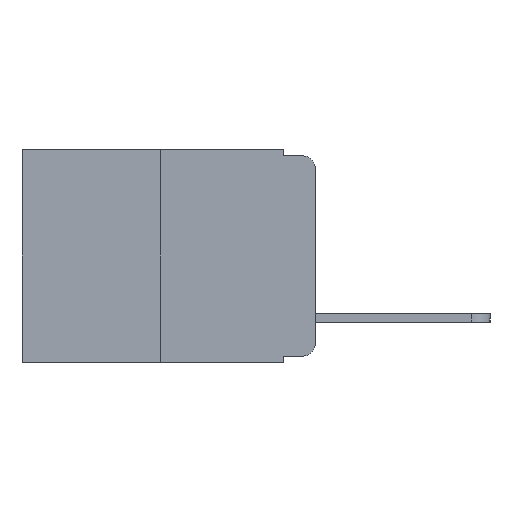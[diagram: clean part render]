
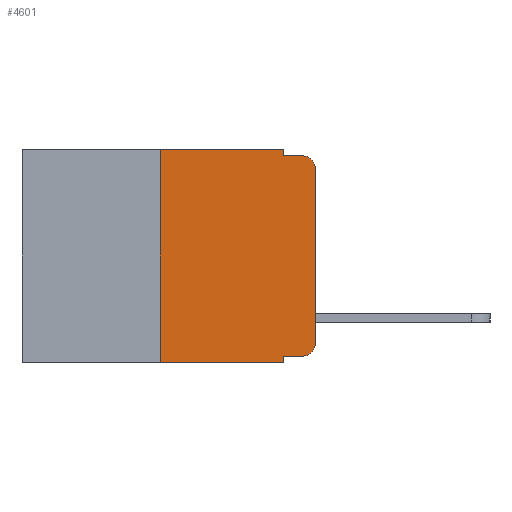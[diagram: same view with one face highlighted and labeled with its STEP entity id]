
A CAD part, left-side view. The second image highlights one B-rep face of the part: STEP entity #4601.
In plain terms, the highlighted planar face has unit normal (-1, 0, 0).
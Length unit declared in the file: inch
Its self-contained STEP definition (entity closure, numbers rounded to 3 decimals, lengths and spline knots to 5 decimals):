
#25 = ORIENTED_EDGE ( 'NONE', *, *, #10972, .F. ) ;
#275 = EDGE_CURVE ( 'NONE', #17982, #5536, #9720, .T. ) ;
#442 = VECTOR ( 'NONE', #10658, 39.37008 ) ;
#538 = FACE_OUTER_BOUND ( 'NONE', #11111, .T. ) ;
#670 = LINE ( 'NONE', #15123, #4533 ) ;
#776 = DIRECTION ( 'NONE',  ( -1., 0., 0. ) ) ;
#1294 = CIRCLE ( 'NONE', #18348, 0.02 ) ;
#1442 = EDGE_CURVE ( 'NONE', #12182, #17982, #670, .T. ) ;
#1693 = CARTESIAN_POINT ( 'NONE',  ( 0., 0., -0.03 ) ) ;
#1933 = AXIS2_PLACEMENT_3D ( 'NONE', #13982, #7780, #18503 ) ;
#3023 = LINE ( 'NONE', #11303, #15053 ) ;
#3228 = LINE ( 'NONE', #14502, #10682 ) ;
#3486 = ORIENTED_EDGE ( 'NONE', *, *, #275, .T. ) ;
#3928 = CARTESIAN_POINT ( 'NONE',  ( 0., 0.25, 0. ) ) ;
#3973 = VERTEX_POINT ( 'NONE', #12719 ) ;
#4533 = VECTOR ( 'NONE', #5025, 39.37008 ) ;
#4601 = ADVANCED_FACE ( 'NONE', ( #538 ), #18441, .F. ) ;
#5011 = ORIENTED_EDGE ( 'NONE', *, *, #17559, .F. ) ;
#5025 = DIRECTION ( 'NONE',  ( 0., 0., 1. ) ) ;
#5536 = VERTEX_POINT ( 'NONE', #14803 ) ;
#5679 = VERTEX_POINT ( 'NONE', #5967 ) ;
#5748 = VECTOR ( 'NONE', #10538, 39.37008 ) ;
#5967 = CARTESIAN_POINT ( 'NONE',  ( 0., 0.02, -0.333 ) ) ;
#6133 = CARTESIAN_POINT ( 'NONE',  ( 0., 0.051, -0.343 ) ) ;
#6500 = ORIENTED_EDGE ( 'NONE', *, *, #14557, .T. ) ;
#6969 = VERTEX_POINT ( 'NONE', #9144 ) ;
#7481 = CARTESIAN_POINT ( 'NONE',  ( 0., 0.051, 0. ) ) ;
#7719 = ORIENTED_EDGE ( 'NONE', *, *, #19599, .F. ) ;
#7780 = DIRECTION ( 'NONE',  ( 1., 0., 0. ) ) ;
#8151 = CARTESIAN_POINT ( 'NONE',  ( 0., 0.051, -0.333 ) ) ;
#8258 = CARTESIAN_POINT ( 'NONE',  ( 0., 0.02, -0.03 ) ) ;
#8363 = DIRECTION ( 'NONE',  ( 0., 0., -1. ) ) ;
#9144 = CARTESIAN_POINT ( 'NONE',  ( 0., 0.051, -0.333 ) ) ;
#9635 = CARTESIAN_POINT ( 'NONE',  ( 0., 0.051, 0. ) ) ;
#9720 = CIRCLE ( 'NONE', #9766, 0.02 ) ;
#9766 = AXIS2_PLACEMENT_3D ( 'NONE', #8258, #10681, #8363 ) ;
#10019 = VERTEX_POINT ( 'NONE', #17217 ) ;
#10408 = CARTESIAN_POINT ( 'NONE',  ( 0., 0.02, -0.313 ) ) ;
#10538 = DIRECTION ( 'NONE',  ( 0., -1., 0. ) ) ;
#10658 = DIRECTION ( 'NONE',  ( 0., 0., -1. ) ) ;
#10681 = DIRECTION ( 'NONE',  ( -1., 0., 0. ) ) ;
#10682 = VECTOR ( 'NONE', #16036, 39.37008 ) ;
#10697 = EDGE_CURVE ( 'NONE', #3973, #16052, #3228, .T. ) ;
#10972 = EDGE_CURVE ( 'NONE', #10019, #14878, #18492, .T. ) ;
#11111 = EDGE_LOOP ( 'NONE', ( #15477, #3486, #7719, #12373, #25, #5011, #13338, #17343, #17804, #6500 ) ) ;
#11303 = CARTESIAN_POINT ( 'NONE',  ( 0., 0.051, 0. ) ) ;
#11375 = DIRECTION ( 'NONE',  ( 0., 0., -1. ) ) ;
#11709 = LINE ( 'NONE', #3928, #15776 ) ;
#11960 = DIRECTION ( 'NONE',  ( 0., 0., -1. ) ) ;
#12111 = CARTESIAN_POINT ( 'NONE',  ( 0., 0., -0.313 ) ) ;
#12182 = VERTEX_POINT ( 'NONE', #12111 ) ;
#12373 = ORIENTED_EDGE ( 'NONE', *, *, #18565, .F. ) ;
#12461 = VECTOR ( 'NONE', #18863, 39.37008 ) ;
#12719 = CARTESIAN_POINT ( 'NONE',  ( 0., 0.25, -0.343 ) ) ;
#13338 = ORIENTED_EDGE ( 'NONE', *, *, #10697, .T. ) ;
#13379 = CARTESIAN_POINT ( 'NONE',  ( 0., 0.051, -0.01 ) ) ;
#13982 = CARTESIAN_POINT ( 'NONE',  ( 0., 0.473, 0. ) ) ;
#14502 = CARTESIAN_POINT ( 'NONE',  ( 0., 0.473, -0.343 ) ) ;
#14557 = EDGE_CURVE ( 'NONE', #5679, #12182, #1294, .T. ) ;
#14803 = CARTESIAN_POINT ( 'NONE',  ( 0., 0.02, -0.01 ) ) ;
#14878 = VERTEX_POINT ( 'NONE', #9635 ) ;
#14881 = DIRECTION ( 'NONE',  ( 0., 0., 1. ) ) ;
#14916 = DIRECTION ( 'NONE',  ( 0., -1., 0. ) ) ;
#15053 = VECTOR ( 'NONE', #11375, 39.37008 ) ;
#15123 = CARTESIAN_POINT ( 'NONE',  ( 0., 0., 0. ) ) ;
#15211 = VECTOR ( 'NONE', #14916, 39.37008 ) ;
#15477 = ORIENTED_EDGE ( 'NONE', *, *, #1442, .T. ) ;
#15571 = EDGE_CURVE ( 'NONE', #6969, #5679, #16500, .T. ) ;
#15671 = CARTESIAN_POINT ( 'NONE',  ( 0., 0.051, -0.01 ) ) ;
#15776 = VECTOR ( 'NONE', #14881, 39.37008 ) ;
#16036 = DIRECTION ( 'NONE',  ( 0., -1., 0. ) ) ;
#16052 = VERTEX_POINT ( 'NONE', #6133 ) ;
#16500 = LINE ( 'NONE', #8151, #12461 ) ;
#16576 = EDGE_CURVE ( 'NONE', #6969, #16052, #16734, .T. ) ;
#16734 = LINE ( 'NONE', #7481, #442 ) ;
#17217 = CARTESIAN_POINT ( 'NONE',  ( 0., 0.25, 0. ) ) ;
#17343 = ORIENTED_EDGE ( 'NONE', *, *, #16576, .F. ) ;
#17559 = EDGE_CURVE ( 'NONE', #3973, #10019, #11709, .T. ) ;
#17804 = ORIENTED_EDGE ( 'NONE', *, *, #15571, .T. ) ;
#17982 = VERTEX_POINT ( 'NONE', #1693 ) ;
#18086 = CARTESIAN_POINT ( 'NONE',  ( 0., 0.473, 0. ) ) ;
#18348 = AXIS2_PLACEMENT_3D ( 'NONE', #10408, #776, #11960 ) ;
#18441 = PLANE ( 'NONE',  #1933 ) ;
#18492 = LINE ( 'NONE', #18086, #5748 ) ;
#18503 = DIRECTION ( 'NONE',  ( 0., 0., -1. ) ) ;
#18565 = EDGE_CURVE ( 'NONE', #14878, #18656, #3023, .T. ) ;
#18656 = VERTEX_POINT ( 'NONE', #15671 ) ;
#18863 = DIRECTION ( 'NONE',  ( 0., -1., 0. ) ) ;
#19189 = LINE ( 'NONE', #13379, #15211 ) ;
#19599 = EDGE_CURVE ( 'NONE', #18656, #5536, #19189, .T. ) ;
